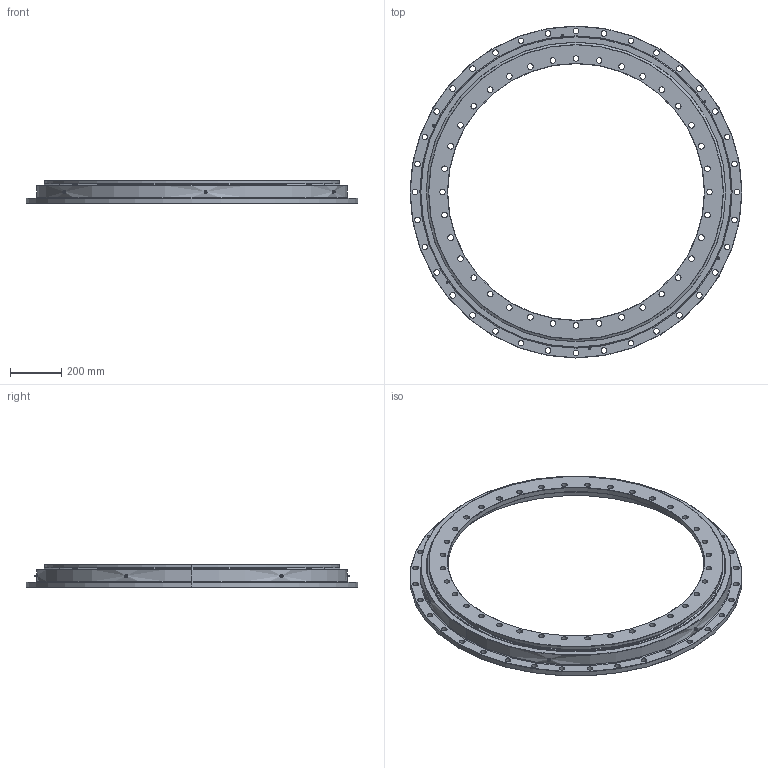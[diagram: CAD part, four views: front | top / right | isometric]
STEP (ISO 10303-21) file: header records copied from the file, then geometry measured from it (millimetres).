
FILE_DESCRIPTION (( 'STEP AP214' ), '1' );
FILE_NAME ('SD.1300.32.00.C.STEP', '2017-05-17T06:33:53', ( '' ), ( '' ), 'SwSTEP 2.0', 'SolidWorks 2015', '' );
FILE_SCHEMA (( 'AUTOMOTIVE_DESIGN' ));
Length unit declared in the file: millimetre
Products named in the file (7): Grease nipple M10x1mm; A.1300.B32C.A1N.0 - OR Seal; A.1300.B32C.A1N.0 - IR Seal; Ball D32; A.1300.B32C.A1N.0 - OR; A.1300.B32C.A1N.0 - IR; SD.1300.32.00.C
Assembly tree (107 placements, depth 2):
  SD.1300.32.00.C
    A.1300.B32C.A1N.0 - IR
    A.1300.B32C.A1N.0 - OR
    Ball D32  x97
    A.1300.B32C.A1N.0 - IR Seal
    A.1300.B32C.A1N.0 - OR Seal
    Grease nipple M10x1mm  x6
Bounding box: 1300 x 1300 x 90 mm (x, y, z)
Volume: 20449677.5 mm3; surface area: 2923079.9 mm2
Topology: 107 solids, 107 shells, 685 faces, 1866 edges, 1215 vertices
Faces by surface type: cylinder 220, sphere 194, cone 132, plane 76, torus 63
Entity records: 12214 total; most frequent: CARTESIAN_POINT 2616, DIRECTION 2124, ORIENTED_EDGE 1658, AXIS2_PLACEMENT_3D 934, EDGE_CURVE 829, VERTEX_POINT 522, CIRCLE 501, EDGE_LOOP 493
